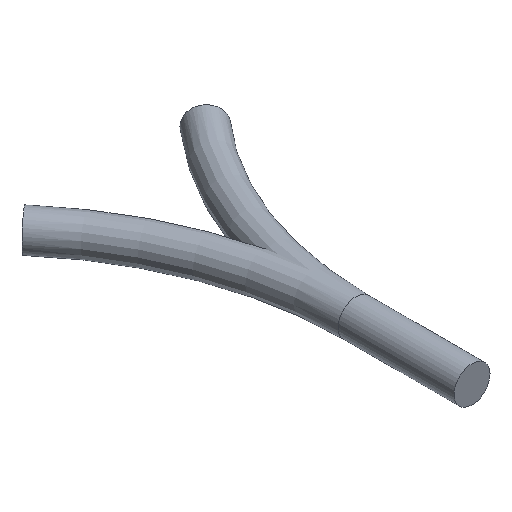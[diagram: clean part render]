
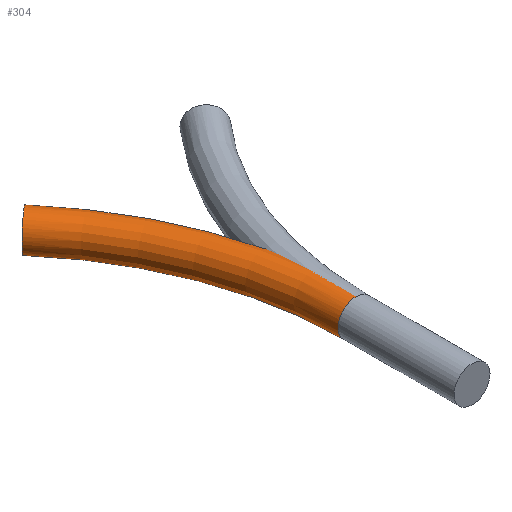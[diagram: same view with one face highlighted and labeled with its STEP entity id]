
A CAD part, isometric view. The second image highlights one B-rep face of the part: STEP entity #304.
In plain terms, the highlighted face is a revolution surface.
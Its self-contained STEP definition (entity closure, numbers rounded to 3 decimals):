
#217 = VERTEX_POINT('',#218);
#218 = CARTESIAN_POINT('',(3.4,22.,10.));
#225 = CYLINDRICAL_SURFACE('',#226,3.4);
#226 = AXIS2_PLACEMENT_3D('',#227,#228,#229);
#227 = CARTESIAN_POINT('',(0.,22.,10.));
#228 = DIRECTION('',(0.,1.,0.));
#229 = DIRECTION('',(1.,0.,0.));
#243 = EDGE_CURVE('',#217,#217,#244,.T.);
#244 = SURFACE_CURVE('',#245,(#250,#257),.PCURVE_S1.);
#245 = CIRCLE('',#246,3.4);
#246 = AXIS2_PLACEMENT_3D('',#247,#248,#249);
#247 = CARTESIAN_POINT('',(0.,22.,10.));
#248 = DIRECTION('',(-0.,1.,0.));
#249 = DIRECTION('',(1.,0.,0.));
#250 = PCURVE('',#225,#251);
#251 = DEFINITIONAL_REPRESENTATION('',(#252),#256);
#252 = LINE('',#253,#254);
#253 = CARTESIAN_POINT('',(0.,-0.));
#254 = VECTOR('',#255,1.);
#255 = DIRECTION('',(1.,0.));
#256 = ( GEOMETRIC_REPRESENTATION_CONTEXT(2) 
PARAMETRIC_REPRESENTATION_CONTEXT() REPRESENTATION_CONTEXT('2D SPACE',''
  ) );
#257 = PCURVE('',#258,#267);
#258 = SURFACE_OF_REVOLUTION('',#259,#264);
#259 = CIRCLE('',#260,3.4);
#260 = AXIS2_PLACEMENT_3D('',#261,#262,#263);
#261 = CARTESIAN_POINT('',(0.,21.844,10.));
#262 = DIRECTION('',(-0.002,-1.,
    0.));
#263 = DIRECTION('',(1.,-0.002,0.));
#264 = AXIS1_PLACEMENT('',#265,#266);
#265 = CARTESIAN_POINT('',(-70.,21.844,10.));
#266 = DIRECTION('',(0.,-0.,1.));
#267 = DEFINITIONAL_REPRESENTATION('',(#268),#271);
#268 = B_SPLINE_CURVE_WITH_KNOTS('',1,(#269,#270),.UNSPECIFIED.,.F.,.F.,
  (2,2),(0.,6.283),.PIECEWISE_BEZIER_KNOTS.);
#269 = CARTESIAN_POINT('',(0.002,6.283));
#270 = CARTESIAN_POINT('',(0.002,0.));
#271 = ( GEOMETRIC_REPRESENTATION_CONTEXT(2) 
PARAMETRIC_REPRESENTATION_CONTEXT() REPRESENTATION_CONTEXT('2D SPACE',''
  ) );
#304 = ADVANCED_FACE('',(#305),#258,.T.);
#305 = FACE_BOUND('',#306,.T.);
#306 = EDGE_LOOP('',(#307,#330,#357,#358));
#307 = ORIENTED_EDGE('',*,*,#308,.T.);
#308 = EDGE_CURVE('',#217,#309,#311,.T.);
#309 = VERTEX_POINT('',#310);
#310 = CARTESIAN_POINT('',(-14.638,70.037,10.));
#311 = SEAM_CURVE('',#312,(#317,#323),.PCURVE_S1.);
#312 = CIRCLE('',#313,73.4);
#313 = AXIS2_PLACEMENT_3D('',#314,#315,#316);
#314 = CARTESIAN_POINT('',(-70.,21.844,10.));
#315 = DIRECTION('',(0.,-0.,1.));
#316 = DIRECTION('',(1.,0.,-0.));
#317 = PCURVE('',#258,#318);
#318 = DEFINITIONAL_REPRESENTATION('',(#319),#322);
#319 = B_SPLINE_CURVE_WITH_KNOTS('',1,(#320,#321),.UNSPECIFIED.,.F.,.F.,
  (2,2),(0.002,0.716),.PIECEWISE_BEZIER_KNOTS.);
#320 = CARTESIAN_POINT('',(0.002,0.));
#321 = CARTESIAN_POINT('',(0.716,0.));
#322 = ( GEOMETRIC_REPRESENTATION_CONTEXT(2) 
PARAMETRIC_REPRESENTATION_CONTEXT() REPRESENTATION_CONTEXT('2D SPACE',''
  ) );
#323 = PCURVE('',#258,#324);
#324 = DEFINITIONAL_REPRESENTATION('',(#325),#329);
#325 = LINE('',#326,#327);
#326 = CARTESIAN_POINT('',(0.,6.283));
#327 = VECTOR('',#328,1.);
#328 = DIRECTION('',(1.,0.));
#329 = ( GEOMETRIC_REPRESENTATION_CONTEXT(2) 
PARAMETRIC_REPRESENTATION_CONTEXT() REPRESENTATION_CONTEXT('2D SPACE',''
  ) );
#330 = ORIENTED_EDGE('',*,*,#331,.T.);
#331 = EDGE_CURVE('',#309,#309,#332,.T.);
#332 = SURFACE_CURVE('',#333,(#338,#345),.PCURVE_S1.);
#333 = CIRCLE('',#334,3.4);
#334 = AXIS2_PLACEMENT_3D('',#335,#336,#337);
#335 = CARTESIAN_POINT('',(-17.207,67.81,10.));
#336 = DIRECTION('',(0.655,-0.756,0.));
#337 = DIRECTION('',(0.756,0.655,0.));
#338 = PCURVE('',#258,#339);
#339 = DEFINITIONAL_REPRESENTATION('',(#340),#344);
#340 = LINE('',#341,#342);
#341 = CARTESIAN_POINT('',(0.716,0.));
#342 = VECTOR('',#343,1.);
#343 = DIRECTION('',(0.,1.));
#344 = ( GEOMETRIC_REPRESENTATION_CONTEXT(2) 
PARAMETRIC_REPRESENTATION_CONTEXT() REPRESENTATION_CONTEXT('2D SPACE',''
  ) );
#345 = PCURVE('',#346,#351);
#346 = PLANE('',#347);
#347 = AXIS2_PLACEMENT_3D('',#348,#349,#350);
#348 = CARTESIAN_POINT('',(-17.207,67.81,10.));
#349 = DIRECTION('',(0.655,-0.756,0.)
  );
#350 = DIRECTION('',(-0.756,-0.655,0.));
#351 = DEFINITIONAL_REPRESENTATION('',(#352),#356);
#352 = CIRCLE('',#353,3.4);
#353 = AXIS2_PLACEMENT_2D('',#354,#355);
#354 = CARTESIAN_POINT('',(0.,0.));
#355 = DIRECTION('',(-1.,0.));
#356 = ( GEOMETRIC_REPRESENTATION_CONTEXT(2) 
PARAMETRIC_REPRESENTATION_CONTEXT() REPRESENTATION_CONTEXT('2D SPACE',''
  ) );
#357 = ORIENTED_EDGE('',*,*,#308,.F.);
#358 = ORIENTED_EDGE('',*,*,#243,.T.);
